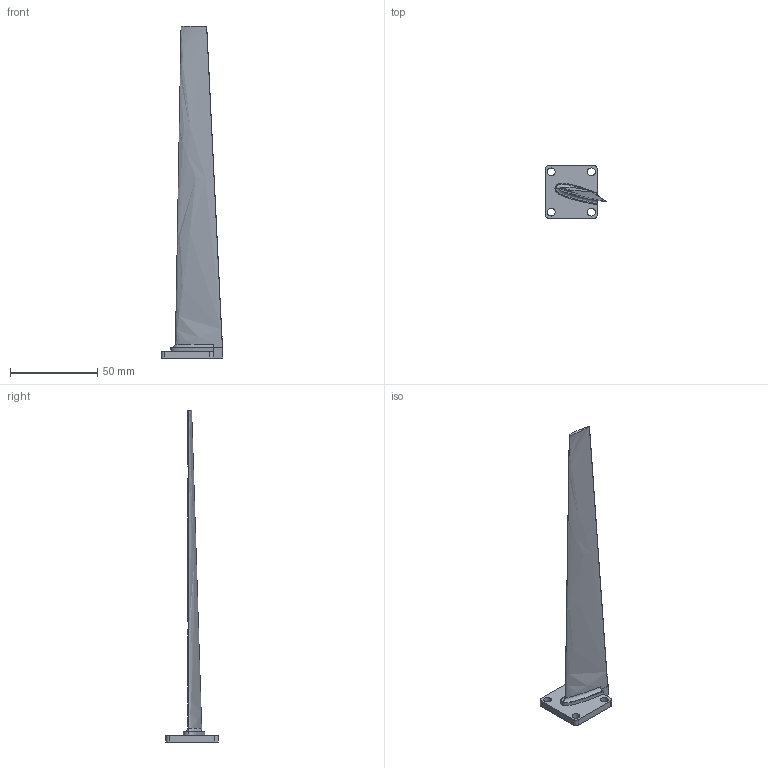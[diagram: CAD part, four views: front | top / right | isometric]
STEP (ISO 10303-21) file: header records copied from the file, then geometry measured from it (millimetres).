
FILE_DESCRIPTION (( 'STEP AP203' ), '1' );
FILE_NAME ('Prop_30.STEP', '2025-08-22T01:31:09', ( '' ), ( '' ), 'SwSTEP 2.0', 'SolidWorks 2024', '' );
FILE_SCHEMA (( 'CONFIG_CONTROL_DESIGN' ));
Length unit declared in the file: millimetre
Products named in the file (1): Prop_30
Bounding box: 35.44 x 30 x 190 mm (x, y, z)
Volume: 10634.4 mm3; surface area: 10453.8 mm2
Topology: 1 solids, 1 shells, 31 faces, 86 edges, 57 vertices
Faces by surface type: cylinder 12, plane 10, bspline 9
Entity records: 2148 total; most frequent: CARTESIAN_POINT 1313, ORIENTED_EDGE 172, DIRECTION 132, EDGE_CURVE 86, VERTEX_POINT 57, AXIS2_PLACEMENT_3D 48, EDGE_LOOP 39, LINE 36
